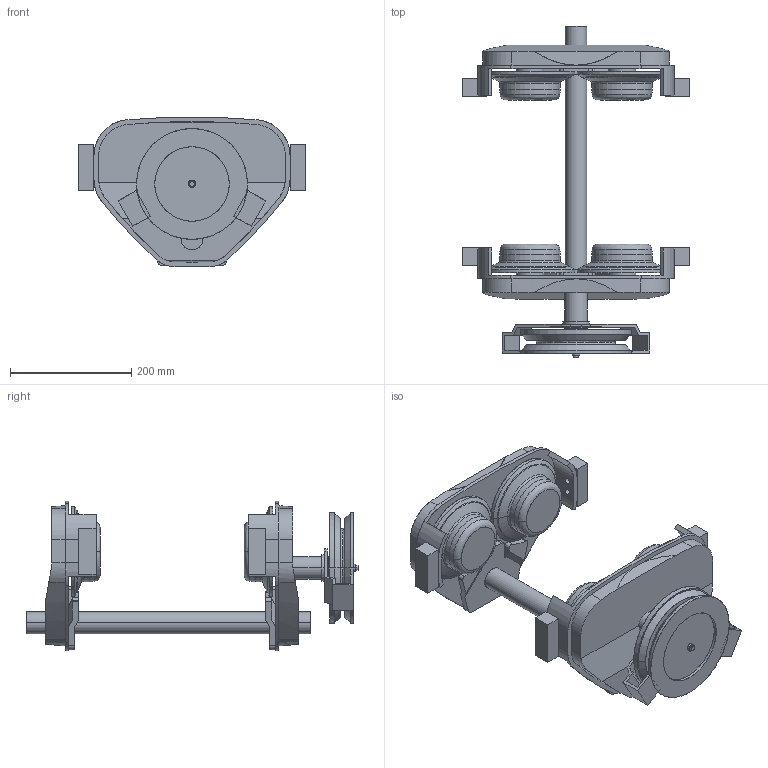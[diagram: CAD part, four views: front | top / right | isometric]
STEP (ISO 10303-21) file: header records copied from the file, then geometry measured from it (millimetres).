
FILE_DESCRIPTION(('STEP AP214'),'1');
FILE_NAME('KITO Blockvagn GTK-TSG 3000.stp','2013-10-11T09:16:01',(' '),(' '),'Spatial InterOp 3D',' ',' ');
FILE_SCHEMA(('automotive_design'));
Length unit declared in the file: millimetre
Products named in the file (249): KITO Blockvagn GTK-TSG 3000; Part1; Part2; Part3; Part4; Part5; Part6; Part7; Part8; Part9; Part10; Part11; Part12; Part13; Part14; Part15; Part16; Part17; Part18; Part19; Part20; Part21; Part22; Part23; Part24; Part25; Part26; Part27; Part28; Part29; Part30; Part31; Part32; Part33; Part34; Part35; Part36; Part37; Part38; Part39 ...
Assembly tree (249 placements, depth 2):
  KITO Blockvagn GTK-TSG 3000
    Part1
    Part2
    Part3
    Part4
    Part5
    Part6
    Part7
    Part8
    Part9
    Part10
    Part11
    Part12
    Part13
    Part14
    Part15
    Part16
    Part17
    Part18
    Part19
    Part20
    Part21
    Part22
    Part23
    Part24
    Part25
    Part26
    Part27
    Part28
    Part29
    Part30
    Part31
    Part32
    Part33
    Part34
    Part35
    Part36
    Part37
    Part38
    Part39
    Part40
    Part41
    Part42
    Part43
    Part44
    Part45
    Part46
    Part47
    Part48
    Part49
    Part50
    Part51
    Part52
    Part53
    Part54
    Part55
    Part56
    Part57
    Part58
    Part59
Bounding box: 374 x 548.3 x 247.22 mm (x, y, z)
Volume: 3114444.6 mm3; surface area: 827382.7 mm2
Topology: 5 solids, 249 shells, 347 faces, 3866 edges, 3776 vertices
Faces by surface type: bspline 165, revolution 158, plane 24
Entity records: 52109 total; most frequent: CARTESIAN_POINT 23219, ORIENTED_EDGE 4573, EDGE_CURVE 3838, VERTEX_POINT 3768, B_SPLINE_CURVE_WITH_KNOTS 2551, DIRECTION 2178, LINE 676, VECTOR 676
